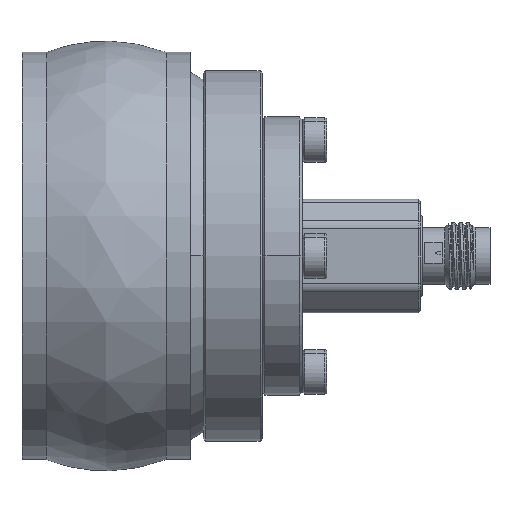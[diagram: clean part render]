
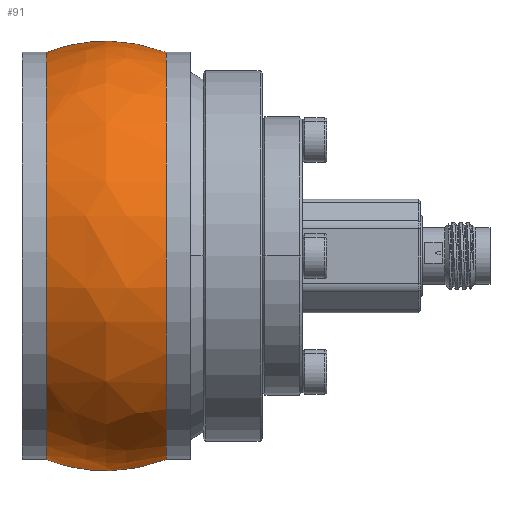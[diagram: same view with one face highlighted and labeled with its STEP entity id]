
A CAD part, left-side view. The second image highlights one B-rep face of the part: STEP entity #91.
In plain terms, the highlighted free-form (B-spline) face has degree [3, 3] with [5, 4] control points.
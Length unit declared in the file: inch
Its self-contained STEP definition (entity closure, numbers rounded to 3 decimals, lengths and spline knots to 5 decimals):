
#91 = ADVANCED_FACE ( 'NONE', ( #7360 ), #3118, .T. ) ;
#247 = CARTESIAN_POINT ( 'NONE',  ( -0.01772, 0.3925, -0.88464 ) ) ;
#448 = EDGE_CURVE ( 'NONE', #2564, #7742, #4049, .T. ) ;
#690 = CARTESIAN_POINT ( 'NONE',  ( -0.01649, 0.635, -0.8234 ) ) ;
#772 = CARTESIAN_POINT ( 'NONE',  ( 0.01772, 0.3925, 0.88464 ) ) ;
#834 = CARTESIAN_POINT ( 'NONE',  ( -1.68828, 0.22732, 0.88683 ) ) ;
#845 = CARTESIAN_POINT ( 'NONE',  ( 0.01708, 0.55768, 0.85268 ) ) ;
#1006 = CARTESIAN_POINT ( 'NONE',  ( 0., 0.15, 0. ) ) ;
#1301 = DIRECTION ( 'NONE',  ( -0.02, 0., -1. ) ) ;
#1386 = CARTESIAN_POINT ( 'NONE',  ( -1.72243, 0.55768, -0.81852 ) ) ;
#1478 = CARTESIAN_POINT ( 'NONE',  ( 0.01649, 0.635, 0.8234 ) ) ;
#1534 = CARTESIAN_POINT ( 'NONE',  ( -0.01649, 0.635, -0.8234 ) ) ;
#1910 = ORIENTED_EDGE ( 'NONE', *, *, #4809, .F. ) ;
#1925 = ORIENTED_EDGE ( 'NONE', *, *, #5036, .T. ) ;
#1977 = CARTESIAN_POINT ( 'NONE',  ( 0.01649, 0.635, 0.8234 ) ) ;
#1995 = EDGE_LOOP ( 'NONE', ( #1910, #1925, #2053, #7203 ) ) ;
#2053 = ORIENTED_EDGE ( 'NONE', *, *, #448, .T. ) ;
#2242 = EDGE_CURVE ( 'NONE', #3150, #7742, #7133, .T. ) ;
#2564 = VERTEX_POINT ( 'NONE', #1478 ) ;
#2566 =( BOUNDED_CURVE ( )  B_SPLINE_CURVE ( 3, ( #3049, #3275, #772, #845, #3728 ),
 .UNSPECIFIED., .F., .T. ) 
 B_SPLINE_CURVE_WITH_KNOTS ( ( 4, 1, 4 ),
 ( 0., 0.24803, 0.49606 ),
 .UNSPECIFIED. ) 
 CURVE ( )  GEOMETRIC_REPRESENTATION_ITEM ( )  RATIONAL_B_SPLINE_CURVE ( ( 0.5, 0.5, 0.5, 0.5, 0.5 ) ) 
 REPRESENTATION_ITEM ( '' )  );
#2567 = CARTESIAN_POINT ( 'NONE',  ( 0.01708, 0.22732, 0.85268 ) ) ;
#2811 = DIRECTION ( 'NONE',  ( 0., -1., 0. ) ) ;
#3049 = CARTESIAN_POINT ( 'NONE',  ( 0.01649, 0.15, 0.8234 ) ) ;
#3059 = VERTEX_POINT ( 'NONE', #6387 ) ;
#3118 =( BOUNDED_SURFACE ( )  B_SPLINE_SURFACE ( 3, 3, ( 
 ( #5611, #3830, #3761, #7443 ),
 ( #2567, #834, #4349, #5531 ),
 ( #5648, #3155, #6737, #247 ),
 ( #6778, #7403, #1386, #6704 ),
 ( #1977, #3720, #4315, #690 ) ),
 .UNSPECIFIED., .F., .F., .F. ) 
 B_SPLINE_SURFACE_WITH_KNOTS ( ( 4, 1, 4 ),
 ( 4, 4 ),
 ( 0., 0.24803, 0.49606 ),
 ( 0., 1. ),
 .UNSPECIFIED. ) 
 GEOMETRIC_REPRESENTATION_ITEM ( )  RATIONAL_B_SPLINE_SURFACE ( (
 ( 0.5, 0.167, 0.167, 0.5),
 ( 0.5, 0.167, 0.167, 0.5),
 ( 0.5, 0.167, 0.167, 0.5),
 ( 0.5, 0.167, 0.167, 0.5),
 ( 0.5, 0.167, 0.167, 0.5) ) ) 
 REPRESENTATION_ITEM ( '' )  SURFACE ( )  );
#3150 = VERTEX_POINT ( 'NONE', #6030 ) ;
#3155 = CARTESIAN_POINT ( 'NONE',  ( -1.75156, 0.3925, 0.92008 ) ) ;
#3275 = CARTESIAN_POINT ( 'NONE',  ( 0.01708, 0.22732, 0.85268 ) ) ;
#3335 = CARTESIAN_POINT ( 'NONE',  ( -0.01708, 0.22732, -0.85268 ) ) ;
#3497 = CARTESIAN_POINT ( 'NONE',  ( -0.01772, 0.3925, -0.88464 ) ) ;
#3720 = CARTESIAN_POINT ( 'NONE',  ( -1.63032, 0.635, 0.85639 ) ) ;
#3728 = CARTESIAN_POINT ( 'NONE',  ( 0.01649, 0.635, 0.8234 ) ) ;
#3761 = CARTESIAN_POINT ( 'NONE',  ( -1.6633, 0.15, -0.79042 ) ) ;
#3830 = CARTESIAN_POINT ( 'NONE',  ( -1.63032, 0.15, 0.85639 ) ) ;
#4049 = CIRCLE ( 'NONE', #5308, 0.82357 ) ;
#4315 = CARTESIAN_POINT ( 'NONE',  ( -1.6633, 0.635, -0.79042 ) ) ;
#4349 = CARTESIAN_POINT ( 'NONE',  ( -1.72243, 0.22732, -0.81852 ) ) ;
#4761 = AXIS2_PLACEMENT_3D ( 'NONE', #1006, #2811, #5816 ) ;
#4809 = EDGE_CURVE ( 'NONE', #3059, #3150, #7501, .T. ) ;
#5036 = EDGE_CURVE ( 'NONE', #3059, #2564, #2566, .T. ) ;
#5308 = AXIS2_PLACEMENT_3D ( 'NONE', #6219, #7391, #1301 ) ;
#5531 = CARTESIAN_POINT ( 'NONE',  ( -0.01708, 0.22732, -0.85268 ) ) ;
#5611 = CARTESIAN_POINT ( 'NONE',  ( 0.01649, 0.15, 0.8234 ) ) ;
#5648 = CARTESIAN_POINT ( 'NONE',  ( 0.01772, 0.3925, 0.88464 ) ) ;
#5816 = DIRECTION ( 'NONE',  ( -0.02, 0., -1. ) ) ;
#5862 = CARTESIAN_POINT ( 'NONE',  ( -0.01708, 0.55768, -0.85268 ) ) ;
#6030 = CARTESIAN_POINT ( 'NONE',  ( -0.01649, 0.15, -0.8234 ) ) ;
#6219 = CARTESIAN_POINT ( 'NONE',  ( 0., 0.635, 0. ) ) ;
#6387 = CARTESIAN_POINT ( 'NONE',  ( 0.01649, 0.15, 0.8234 ) ) ;
#6408 = CARTESIAN_POINT ( 'NONE',  ( -0.01649, 0.635, -0.8234 ) ) ;
#6704 = CARTESIAN_POINT ( 'NONE',  ( -0.01708, 0.55768, -0.85268 ) ) ;
#6737 = CARTESIAN_POINT ( 'NONE',  ( -1.787, 0.3925, -0.8492 ) ) ;
#6778 = CARTESIAN_POINT ( 'NONE',  ( 0.01708, 0.55768, 0.85268 ) ) ;
#7133 =( BOUNDED_CURVE ( )  B_SPLINE_CURVE ( 3, ( #7543, #3335, #3497, #5862, #1534 ),
 .UNSPECIFIED., .F., .T. ) 
 B_SPLINE_CURVE_WITH_KNOTS ( ( 4, 1, 4 ),
 ( 0., 0.24803, 0.49606 ),
 .UNSPECIFIED. ) 
 CURVE ( )  GEOMETRIC_REPRESENTATION_ITEM ( )  RATIONAL_B_SPLINE_CURVE ( ( 0.5, 0.5, 0.5, 0.5, 0.5 ) ) 
 REPRESENTATION_ITEM ( '' )  );
#7203 = ORIENTED_EDGE ( 'NONE', *, *, #2242, .F. ) ;
#7360 = FACE_OUTER_BOUND ( 'NONE', #1995, .T. ) ;
#7391 = DIRECTION ( 'NONE',  ( 0., -1., 0. ) ) ;
#7403 = CARTESIAN_POINT ( 'NONE',  ( -1.68828, 0.55768, 0.88683 ) ) ;
#7443 = CARTESIAN_POINT ( 'NONE',  ( -0.01649, 0.15, -0.8234 ) ) ;
#7501 = CIRCLE ( 'NONE', #4761, 0.82357 ) ;
#7543 = CARTESIAN_POINT ( 'NONE',  ( -0.01649, 0.15, -0.8234 ) ) ;
#7742 = VERTEX_POINT ( 'NONE', #6408 ) ;
